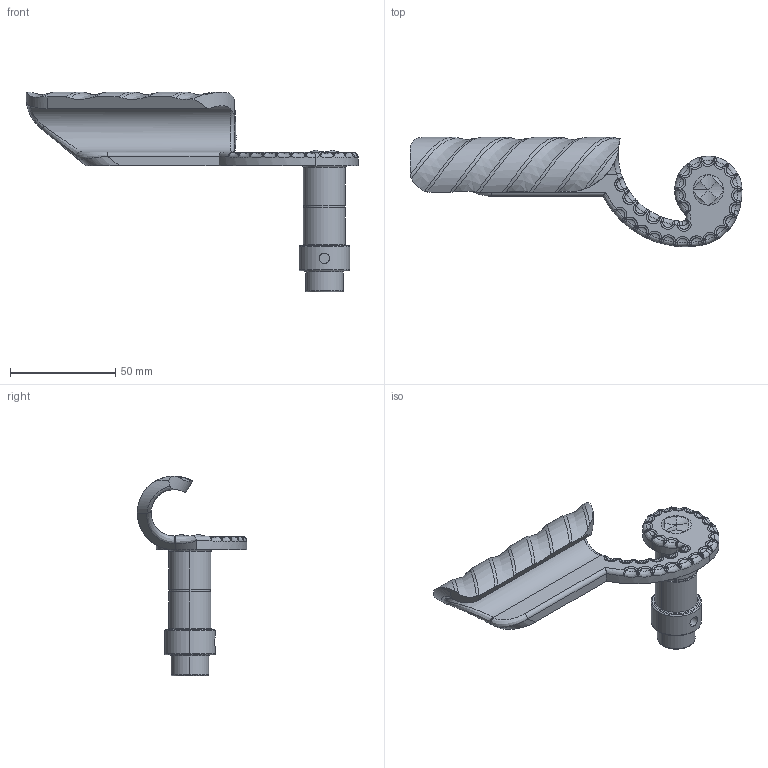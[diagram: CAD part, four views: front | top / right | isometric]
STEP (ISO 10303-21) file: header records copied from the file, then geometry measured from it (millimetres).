
FILE_DESCRIPTION (( 'STEP AP203' ), '1' );
FILE_NAME ('8009.STEP', '2016-05-04T06:49:25', ( '' ), ( '' ), 'SwSTEP 2.0', 'SolidWorks 2015', '' );
FILE_SCHEMA (( 'CONFIG_CONTROL_DESIGN' ));
Length unit declared in the file: millimetre
Products named in the file (1): 8009
Bounding box: 157.79 x 52 x 95 mm (x, y, z)
Volume: 58632 mm3; surface area: 21981.6 mm2
Topology: 1 solids, 1 shells, 439 faces, 1061 edges, 650 vertices
Faces by surface type: bspline 179, plane 93, sphere 69, torus 60, cylinder 38
Entity records: 28700 total; most frequent: CARTESIAN_POINT 19697, ORIENTED_EDGE 2120, DIRECTION 1438, EDGE_CURVE 1060, VERTEX_POINT 650, AXIS2_PLACEMENT_3D 559, EDGE_LOOP 468, ADVANCED_FACE 439
